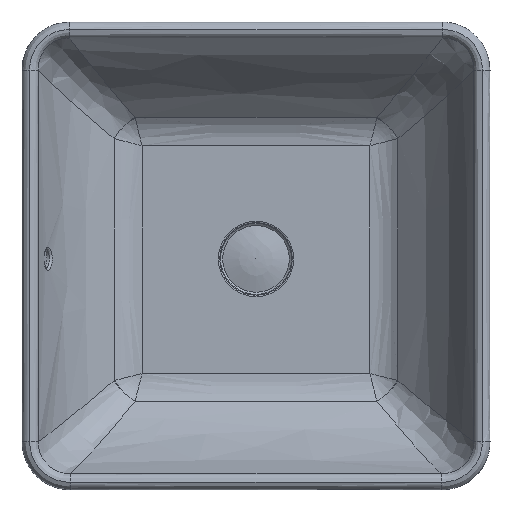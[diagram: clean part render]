
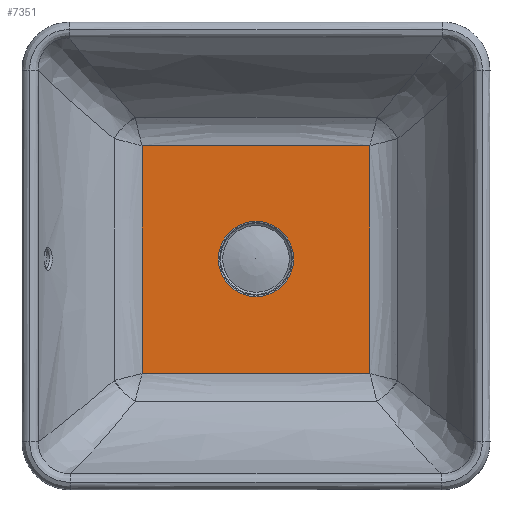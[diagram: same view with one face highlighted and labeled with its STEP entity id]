
A CAD part, top view. The second image highlights one B-rep face of the part: STEP entity #7351.
In plain terms, the highlighted face is planar.
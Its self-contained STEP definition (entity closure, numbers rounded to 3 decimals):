
#7262=CARTESIAN_POINT('',(211.237,180.406,120.705));
#7263=VERTEX_POINT('',#7262);
#7264=CARTESIAN_POINT('',(177.358,180.406,120.705));
#7265=DIRECTION('',(0.0,0.0,-1.0));
#7266=DIRECTION('',(-1.0,0.0,0.0));
#7267=AXIS2_PLACEMENT_3D('',#7264,#7265,#7266);
#7268=CIRCLE('',#7267,33.878);
#7269=EDGE_CURVE('',#7263,#7263,#7268,.T.);
#7305=CARTESIAN_POINT('',(60.9,180.406,120.705));
#7306=DIRECTION('',(0.0,0.0,-1.0));
#7307=DIRECTION('',(-1.0,0.0,0.0));
#7308=AXIS2_PLACEMENT_3D('',#7305,#7306,#7307);
#7309=PLANE('',#7308);
#7310=CARTESIAN_POINT('',(74.895,77.318,120.705));
#7311=VERTEX_POINT('',#7310);
#7312=CARTESIAN_POINT('',(279.821,77.318,120.705));
#7313=VERTEX_POINT('',#7312);
#7314=CARTESIAN_POINT('',(74.895,77.318,120.705));
#7315=CARTESIAN_POINT('',(143.204,77.318,120.705));
#7316=CARTESIAN_POINT('',(211.512,77.318,120.705));
#7317=CARTESIAN_POINT('',(279.821,77.318,120.705));
#7318=B_SPLINE_CURVE_WITH_KNOTS('',3,(#7314,#7315,#7316,#7317),.UNSPECIFIED.,.F.,.U.,(4,4),(-22.99,-2.497),.UNSPECIFIED.);
#7319=EDGE_CURVE('',#7311,#7313,#7318,.T.);
#7320=ORIENTED_EDGE('',*,*,#7319,.F.);
#7321=CARTESIAN_POINT('',(74.895,282.241,120.705));
#7322=VERTEX_POINT('',#7321);
#7323=CARTESIAN_POINT('',(74.895,282.241,120.705));
#7324=CARTESIAN_POINT('',(74.895,213.933,120.705));
#7325=CARTESIAN_POINT('',(74.895,145.626,120.705));
#7326=CARTESIAN_POINT('',(74.895,77.318,120.705));
#7327=B_SPLINE_CURVE_WITH_KNOTS('',3,(#7323,#7324,#7325,#7326),.UNSPECIFIED.,.F.,.U.,(4,4),(-23.009,-2.516),.UNSPECIFIED.);
#7328=EDGE_CURVE('',#7322,#7311,#7327,.T.);
#7329=ORIENTED_EDGE('',*,*,#7328,.F.);
#7330=CARTESIAN_POINT('',(279.821,282.241,120.705));
#7331=VERTEX_POINT('',#7330);
#7332=CARTESIAN_POINT('',(279.821,282.241,120.705));
#7333=CARTESIAN_POINT('',(211.512,282.241,120.705));
#7334=CARTESIAN_POINT('',(143.204,282.241,120.705));
#7335=CARTESIAN_POINT('',(74.895,282.241,120.705));
#7336=B_SPLINE_CURVE_WITH_KNOTS('',3,(#7332,#7333,#7334,#7335),.UNSPECIFIED.,.F.,.U.,(4,4),(-23.06,-2.567),.UNSPECIFIED.);
#7337=EDGE_CURVE('',#7331,#7322,#7336,.T.);
#7338=ORIENTED_EDGE('',*,*,#7337,.F.);
#7339=CARTESIAN_POINT('',(279.821,77.318,120.705));
#7340=CARTESIAN_POINT('',(279.821,145.626,120.705));
#7341=CARTESIAN_POINT('',(279.821,213.933,120.705));
#7342=CARTESIAN_POINT('',(279.821,282.241,120.705));
#7343=B_SPLINE_CURVE_WITH_KNOTS('',3,(#7339,#7340,#7341,#7342),.UNSPECIFIED.,.F.,.U.,(4,4),(-23.008,-2.516),.UNSPECIFIED.);
#7344=EDGE_CURVE('',#7313,#7331,#7343,.T.);
#7345=ORIENTED_EDGE('',*,*,#7344,.F.);
#7346=EDGE_LOOP('',(#7320,#7329,#7338,#7345));
#7347=FACE_OUTER_BOUND('',#7346,.T.);
#7348=ORIENTED_EDGE('',*,*,#7269,.F.);
#7349=EDGE_LOOP('',(#7348));
#7350=FACE_BOUND('',#7349,.T.);
#7351=ADVANCED_FACE('',(#7347,#7350),#7309,.T.);
